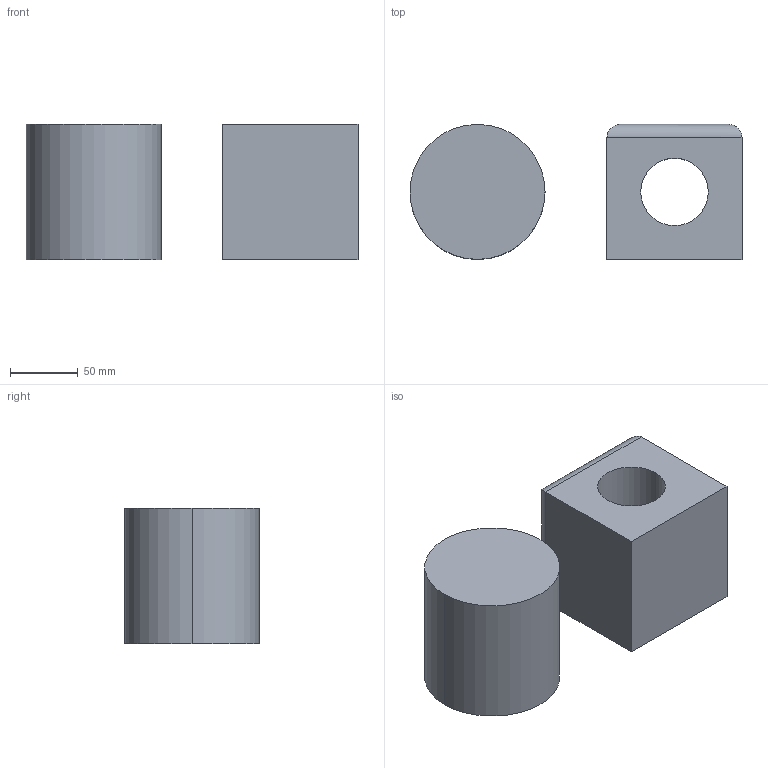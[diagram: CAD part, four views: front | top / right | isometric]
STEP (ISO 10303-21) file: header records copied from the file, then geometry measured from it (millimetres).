
FILE_DESCRIPTION (( 'STEP AP214' ), '1' );
FILE_NAME ('Meshing 2.STEP', '2024-08-19T10:09:37', ( '' ), ( '' ), 'SwSTEP 2.0', 'SolidWorks 2022', '' );
FILE_SCHEMA (( 'AUTOMOTIVE_DESIGN' ));
Length unit declared in the file: millimetre
Products named in the file (1): Meshing 2
Bounding box: 245.92 x 100 x 100 mm (x, y, z)
Volume: 1580848 mm3; surface area: 117131.4 mm2
Topology: 2 solids, 2 shells, 16 faces, 32 edges, 20 vertices
Faces by surface type: cylinder 8, plane 8
Entity records: 459 total; most frequent: CARTESIAN_POINT 81, DIRECTION 70, ORIENTED_EDGE 64, EDGE_CURVE 32, AXIS2_PLACEMENT_3D 25, LINE 20, VECTOR 20, VERTEX_POINT 20
